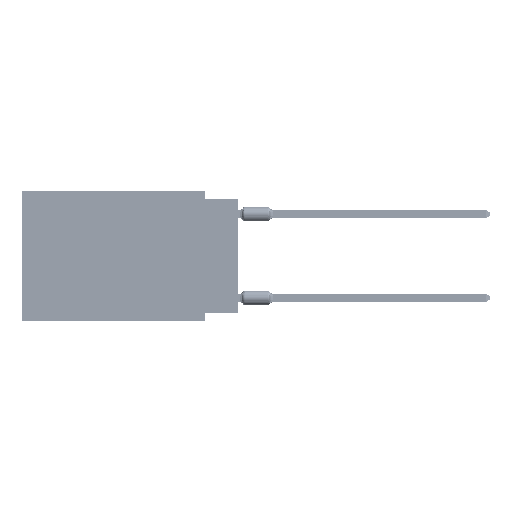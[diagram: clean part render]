
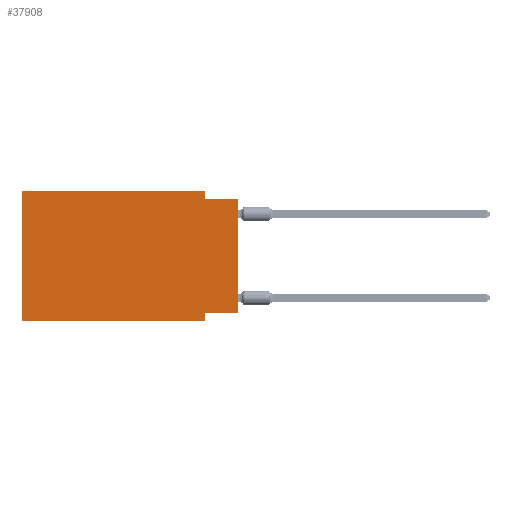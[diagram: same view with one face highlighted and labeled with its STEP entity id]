
A CAD part, left-side view. The second image highlights one B-rep face of the part: STEP entity #37908.
In plain terms, the highlighted planar face has unit normal (-1, 0, 0).
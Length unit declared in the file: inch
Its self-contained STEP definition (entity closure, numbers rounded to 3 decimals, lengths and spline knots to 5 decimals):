
#2664 = LINE ( 'NONE', #43285, #19441 ) ;
#5133 = DIRECTION ( 'NONE',  ( 0., -1., 0. ) ) ;
#5167 = VECTOR ( 'NONE', #43443, 39.37008 ) ;
#6108 = CARTESIAN_POINT ( 'NONE',  ( 0., 0.1, -0.025 ) ) ;
#6464 = CARTESIAN_POINT ( 'NONE',  ( 0., 0., 0. ) ) ;
#6706 = DIRECTION ( 'NONE',  ( 1., 0., 0. ) ) ;
#9501 = CARTESIAN_POINT ( 'NONE',  ( 0., 0.1, 0. ) ) ;
#10352 = AXIS2_PLACEMENT_3D ( 'NONE', #12933, #6706, #60577 ) ;
#10988 = VECTOR ( 'NONE', #80848, 39.37008 ) ;
#11347 = VERTEX_POINT ( 'NONE', #85293 ) ;
#12933 = CARTESIAN_POINT ( 'NONE',  ( 0., 0.645, 0. ) ) ;
#13354 = FACE_OUTER_BOUND ( 'NONE', #23420, .T. ) ;
#19122 = VERTEX_POINT ( 'NONE', #50674 ) ;
#19441 = VECTOR ( 'NONE', #71086, 39.37008 ) ;
#22722 = CARTESIAN_POINT ( 'NONE',  ( 0., 0.645, 0. ) ) ;
#23420 = EDGE_LOOP ( 'NONE', ( #70858, #40157, #54333, #55394, #60258, #27381, #29071, #43848 ) ) ;
#24504 = VERTEX_POINT ( 'NONE', #82567 ) ;
#27381 = ORIENTED_EDGE ( 'NONE', *, *, #73241, .T. ) ;
#29071 = ORIENTED_EDGE ( 'NONE', *, *, #64417, .F. ) ;
#33536 = VECTOR ( 'NONE', #52785, 39.37008 ) ;
#37344 = EDGE_CURVE ( 'NONE', #84876, #19122, #85864, .T. ) ;
#37433 = CARTESIAN_POINT ( 'NONE',  ( 0., 0.1, -0.39 ) ) ;
#37908 = ADVANCED_FACE ( 'NONE', ( #13354 ), #81293, .F. ) ;
#38712 = CARTESIAN_POINT ( 'NONE',  ( 0., 0.645, -0.39 ) ) ;
#40157 = ORIENTED_EDGE ( 'NONE', *, *, #37344, .F. ) ;
#40450 = DIRECTION ( 'NONE',  ( 0., 0., 1. ) ) ;
#41779 = DIRECTION ( 'NONE',  ( 0., 1., 0. ) ) ;
#43285 = CARTESIAN_POINT ( 'NONE',  ( 0., 0.1, 0. ) ) ;
#43443 = DIRECTION ( 'NONE',  ( 0., -1., 0. ) ) ;
#43848 = ORIENTED_EDGE ( 'NONE', *, *, #52872, .F. ) ;
#47041 = VERTEX_POINT ( 'NONE', #9501 ) ;
#47445 = VERTEX_POINT ( 'NONE', #84446 ) ;
#48418 = LINE ( 'NONE', #81081, #77562 ) ;
#50063 = LINE ( 'NONE', #22722, #5167 ) ;
#50674 = CARTESIAN_POINT ( 'NONE',  ( 0., 0., -0.025 ) ) ;
#52356 = LINE ( 'NONE', #58105, #33536 ) ;
#52785 = DIRECTION ( 'NONE',  ( 0., 0., 1. ) ) ;
#52872 = EDGE_CURVE ( 'NONE', #74580, #47445, #48418, .T. ) ;
#53917 = LINE ( 'NONE', #74208, #10988 ) ;
#54333 = ORIENTED_EDGE ( 'NONE', *, *, #64681, .F. ) ;
#55394 = ORIENTED_EDGE ( 'NONE', *, *, #74450, .F. ) ;
#55820 = VERTEX_POINT ( 'NONE', #37433 ) ;
#57538 = CARTESIAN_POINT ( 'NONE',  ( 0., 0., -0.365 ) ) ;
#58105 = CARTESIAN_POINT ( 'NONE',  ( 0., 0.645, 0. ) ) ;
#60258 = ORIENTED_EDGE ( 'NONE', *, *, #75438, .F. ) ;
#60309 = LINE ( 'NONE', #6464, #84772 ) ;
#60577 = DIRECTION ( 'NONE',  ( 0., 0., -1. ) ) ;
#64417 = EDGE_CURVE ( 'NONE', #47445, #55820, #53917, .T. ) ;
#64681 = EDGE_CURVE ( 'NONE', #47041, #84876, #2664, .T. ) ;
#65207 = VECTOR ( 'NONE', #85430, 39.37008 ) ;
#70858 = ORIENTED_EDGE ( 'NONE', *, *, #81832, .T. ) ;
#71086 = DIRECTION ( 'NONE',  ( 0., 0., -1. ) ) ;
#72630 = CARTESIAN_POINT ( 'NONE',  ( 0., 0., -0.025 ) ) ;
#73241 = EDGE_CURVE ( 'NONE', #24504, #55820, #78856, .T. ) ;
#74208 = CARTESIAN_POINT ( 'NONE',  ( 0., 0.1, -0.39 ) ) ;
#74450 = EDGE_CURVE ( 'NONE', #11347, #47041, #50063, .T. ) ;
#74580 = VERTEX_POINT ( 'NONE', #57538 ) ;
#75438 = EDGE_CURVE ( 'NONE', #24504, #11347, #52356, .T. ) ;
#77562 = VECTOR ( 'NONE', #41779, 39.37008 ) ;
#78856 = LINE ( 'NONE', #38712, #79973 ) ;
#79973 = VECTOR ( 'NONE', #5133, 39.37008 ) ;
#80848 = DIRECTION ( 'NONE',  ( 0., 0., -1. ) ) ;
#81081 = CARTESIAN_POINT ( 'NONE',  ( 0., 0., -0.365 ) ) ;
#81293 = PLANE ( 'NONE',  #10352 ) ;
#81832 = EDGE_CURVE ( 'NONE', #74580, #19122, #60309, .T. ) ;
#82567 = CARTESIAN_POINT ( 'NONE',  ( 0., 0.645, -0.39 ) ) ;
#84446 = CARTESIAN_POINT ( 'NONE',  ( 0., 0.1, -0.365 ) ) ;
#84772 = VECTOR ( 'NONE', #40450, 39.37008 ) ;
#84876 = VERTEX_POINT ( 'NONE', #6108 ) ;
#85293 = CARTESIAN_POINT ( 'NONE',  ( 0., 0.645, 0. ) ) ;
#85430 = DIRECTION ( 'NONE',  ( 0., -1., 0. ) ) ;
#85864 = LINE ( 'NONE', #72630, #65207 ) ;
